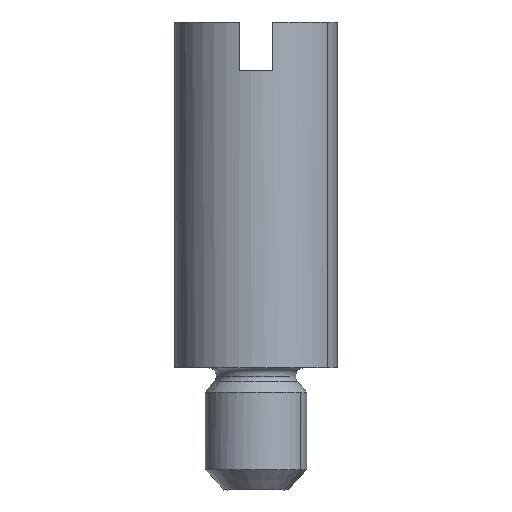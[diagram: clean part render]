
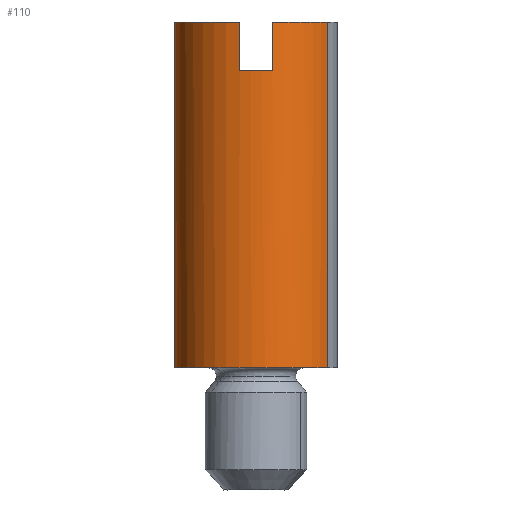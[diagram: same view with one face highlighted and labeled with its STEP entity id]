
A CAD part, left-side view. The second image highlights one B-rep face of the part: STEP entity #110.
In plain terms, the highlighted cylindrical face has radius 2 mm (diameter 4 mm), a partial arc.
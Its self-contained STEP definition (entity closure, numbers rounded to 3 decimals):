
#34=AXIS2_PLACEMENT_3D('Cylinder Axis2P3D',#31,#32,#33) ;
#38=AXIS2_PLACEMENT_3D('Circle Axis2P3D',#36,#37,$) ;
#90=AXIS2_PLACEMENT_3D('Circle Axis2P3D',#88,#89,$) ;
#31=CARTESIAN_POINT('Axis2P3D Location',(2.,2.,1.897)) ;
#36=CARTESIAN_POINT('Axis2P3D Location',(2.,2.,11.5)) ;
#40=CARTESIAN_POINT('Vertex',(0.04,2.4,11.5)) ;
#42=CARTESIAN_POINT('Vertex',(2.959,3.755,11.5)) ;
#45=CARTESIAN_POINT('Line Origine',(2.959,3.755,1.897)) ;
#49=CARTESIAN_POINT('Vertex',(2.959,3.755,3.)) ;
#53=CARTESIAN_POINT('Control Point',(1.041,0.245,3.)) ;
#54=CARTESIAN_POINT('Control Point',(0.49,0.546,3.)) ;
#55=CARTESIAN_POINT('Control Point',(0.057,1.064,3.)) ;
#56=CARTESIAN_POINT('Control Point',(-0.141,1.738,3.)) ;
#57=CARTESIAN_POINT('Control Point',(0.028,3.077,3.)) ;
#58=CARTESIAN_POINT('Control Point',(1.064,3.943,3.)) ;
#59=CARTESIAN_POINT('Control Point',(1.738,4.141,3.)) ;
#60=CARTESIAN_POINT('Control Point',(2.407,4.056,3.)) ;
#61=CARTESIAN_POINT('Control Point',(2.959,3.755,3.)) ;
#62=CARTESIAN_POINT('Vertex',(1.041,0.245,3.)) ;
#65=CARTESIAN_POINT('Line Origine',(1.041,0.245,1.897)) ;
#69=CARTESIAN_POINT('Vertex',(1.041,0.245,11.5)) ;
#73=CARTESIAN_POINT('Control Point',(1.041,0.245,11.5)) ;
#74=CARTESIAN_POINT('Control Point',(0.66,0.453,11.5)) ;
#75=CARTESIAN_POINT('Control Point',(0.338,0.773,11.5)) ;
#76=CARTESIAN_POINT('Control Point',(0.127,1.174,11.5)) ;
#77=CARTESIAN_POINT('Control Point',(0.04,1.6,11.5)) ;
#78=CARTESIAN_POINT('Vertex',(0.04,1.6,11.5)) ;
#81=CARTESIAN_POINT('Line Origine',(0.04,1.6,1.897)) ;
#85=CARTESIAN_POINT('Vertex',(0.04,1.6,10.3)) ;
#88=CARTESIAN_POINT('Axis2P3D Location',(2.,2.,10.3)) ;
#92=CARTESIAN_POINT('Vertex',(0.04,2.4,10.3)) ;
#95=CARTESIAN_POINT('Line Origine',(0.04,2.4,1.897)) ;
#32=DIRECTION('Axis2P3D Direction',(0.,0.,-1.)) ;
#33=DIRECTION('Axis2P3D XDirection',(-0.479,-0.878,0.)) ;
#37=DIRECTION('Axis2P3D Direction',(0.,0.,-1.)) ;
#46=DIRECTION('Vector Direction',(0.,0.,-1.)) ;
#66=DIRECTION('Vector Direction',(0.,0.,-1.)) ;
#82=DIRECTION('Vector Direction',(0.,0.,-1.)) ;
#89=DIRECTION('Axis2P3D Direction',(0.,0.,-1.)) ;
#96=DIRECTION('Vector Direction',(0.,0.,-1.)) ;
#47=VECTOR('Line Direction',#46,1.) ;
#67=VECTOR('Line Direction',#66,1.) ;
#83=VECTOR('Line Direction',#82,1.) ;
#97=VECTOR('Line Direction',#96,1.) ;
#101=ORIENTED_EDGE('',*,*,#44,.T.) ;
#102=ORIENTED_EDGE('',*,*,#51,.F.) ;
#103=ORIENTED_EDGE('',*,*,#64,.F.) ;
#104=ORIENTED_EDGE('',*,*,#71,.T.) ;
#105=ORIENTED_EDGE('',*,*,#80,.T.) ;
#106=ORIENTED_EDGE('',*,*,#87,.T.) ;
#107=ORIENTED_EDGE('',*,*,#94,.T.) ;
#108=ORIENTED_EDGE('',*,*,#99,.F.) ;
#110=ADVANCED_FACE('Koerper',(#109),#35,.T.) ;
#52=B_SPLINE_CURVE_WITH_KNOTS('',5,(#53,#54,#55,#56,#57,#58,#59,#60,#61),.UNSPECIFIED.,.F.,.U.,(6,3,6),(-3.142,0.,3.142),.UNSPECIFIED.) ;
#72=B_SPLINE_CURVE_WITH_KNOTS('',4,(#73,#74,#75,#76,#77),.UNSPECIFIED.,.F.,.U.,(5,5),(-0.869,0.869),.UNSPECIFIED.) ;
#39=CIRCLE('generated circle',#38,2.) ;
#91=CIRCLE('generated circle',#90,2.) ;
#35=CYLINDRICAL_SURFACE('generated cylinder',#34,2.) ;
#44=EDGE_CURVE('',#41,#43,#39,.T.) ;
#51=EDGE_CURVE('',#50,#43,#48,.F.) ;
#64=EDGE_CURVE('',#63,#50,#52,.T.) ;
#71=EDGE_CURVE('',#63,#70,#68,.F.) ;
#80=EDGE_CURVE('',#70,#79,#72,.T.) ;
#87=EDGE_CURVE('',#79,#86,#84,.T.) ;
#94=EDGE_CURVE('',#86,#93,#91,.T.) ;
#99=EDGE_CURVE('',#41,#93,#98,.T.) ;
#100=EDGE_LOOP('',(#101,#102,#103,#104,#105,#106,#107,#108)) ;
#109=FACE_OUTER_BOUND('',#100,.T.) ;
#48=LINE('Line',#45,#47) ;
#68=LINE('Line',#65,#67) ;
#84=LINE('Line',#81,#83) ;
#98=LINE('Line',#95,#97) ;
#41=VERTEX_POINT('',#40) ;
#43=VERTEX_POINT('',#42) ;
#50=VERTEX_POINT('',#49) ;
#63=VERTEX_POINT('',#62) ;
#70=VERTEX_POINT('',#69) ;
#79=VERTEX_POINT('',#78) ;
#86=VERTEX_POINT('',#85) ;
#93=VERTEX_POINT('',#92) ;
